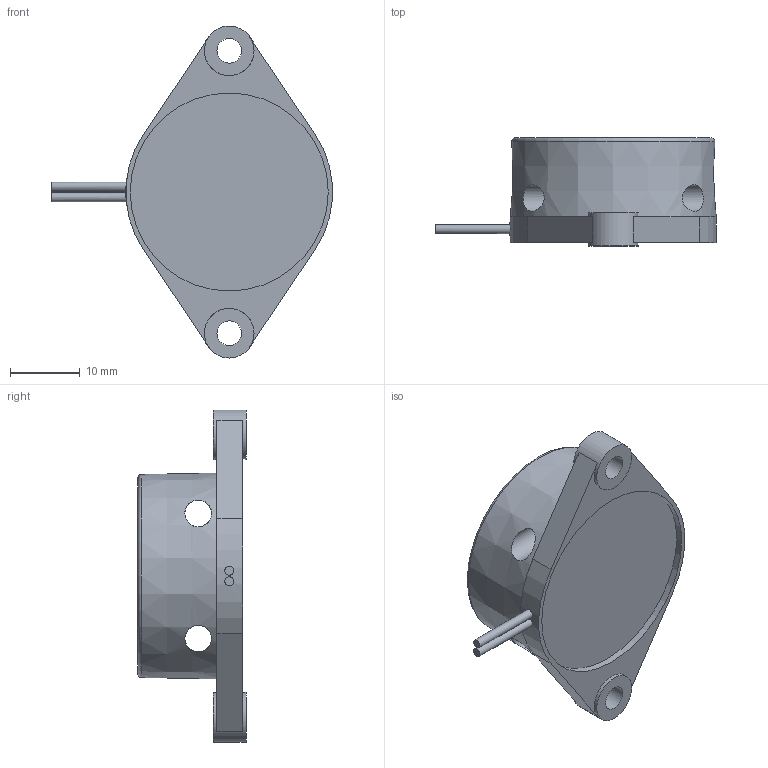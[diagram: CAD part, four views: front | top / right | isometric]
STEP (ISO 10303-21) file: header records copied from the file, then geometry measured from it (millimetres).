
FILE_DESCRIPTION(/* description */ (''),/* implementation_level */ '2;1');
FILE_NAME(/* name */ 'Piezo Buzzer 3-24V v2.step',/* time_stamp */ '2023-03-18T15:33:48-04:00',/* author */ (''),/* organization */ (''),/* preprocessor_version */ 'ST-DEVELOPER v19.2',/* originating_system */ 'Autodesk Translation Framework v11.17.0.187',/* authorisation */ '');
FILE_SCHEMA (('AUTOMOTIVE_DESIGN { 1 0 10303 214 3 1 1 }'));
Length unit declared in the file: inch
Products named in the file (1): Piezo Buzzer 3-24V
Bounding box: 40.14 x 15.49 x 47.5 mm (x, y, z)
Volume: 6874.1 mm3; surface area: 5271.4 mm2
Topology: 1 solids, 1 shells, 85 faces, 274 edges, 167 vertices
Faces by surface type: plane 59, cylinder 24, cone 1, torus 1
Full cylindrical faces by diameter (mm): 1.27 x2, 1.587 x6, 3.531 x2, 3.81 x2, 7.087 x2, 24.689 x1, 28.321 x1
Entity records: 3366 total; most frequent: CARTESIAN_POINT 767, ORIENTED_EDGE 548, DIRECTION 546, EDGE_CURVE 274, AXIS2_PLACEMENT_3D 198, VERTEX_POINT 167, LINE 150, VECTOR 150
